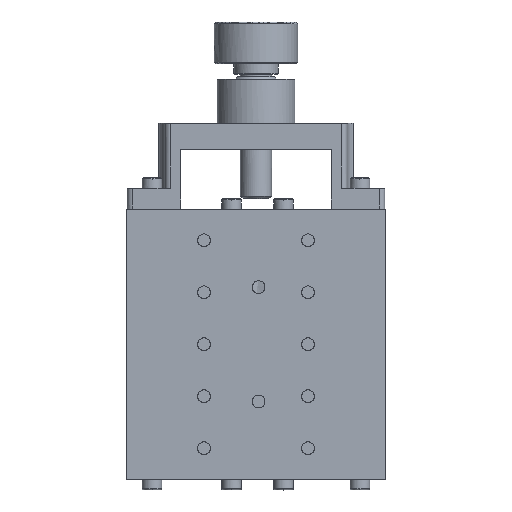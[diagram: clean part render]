
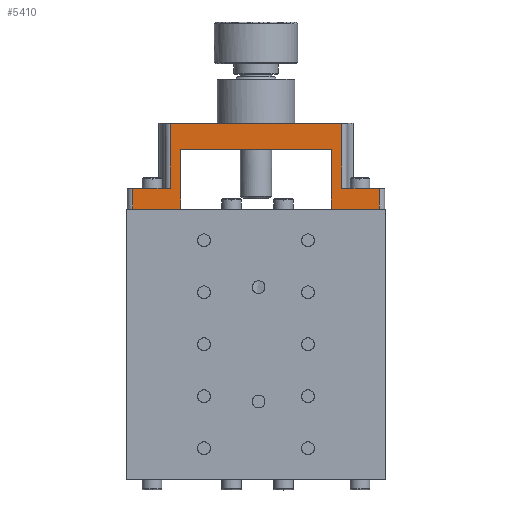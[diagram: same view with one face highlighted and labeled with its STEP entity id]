
A CAD part, top view. The second image highlights one B-rep face of the part: STEP entity #5410.
In plain terms, the highlighted free-form (B-spline) face has degree [1, 1] with [2, 2] control points.
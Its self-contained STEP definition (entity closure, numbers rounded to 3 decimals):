
#5410=ADVANCED_FACE('',(#6064),#32503,.T.);
#6064=FACE_OUTER_BOUND('',#6808,.T.);
#6808=EDGE_LOOP('',(#10141,#10142,#10143,#10144,#10145,#10146,#10147,#10148,
#10149,#10150,#10151,#10152));
#10141=ORIENTED_EDGE('',*,*,#28052,.T.);
#10142=ORIENTED_EDGE('',*,*,#28053,.T.);
#10143=ORIENTED_EDGE('',*,*,#28054,.T.);
#10144=ORIENTED_EDGE('',*,*,#28055,.T.);
#10145=ORIENTED_EDGE('',*,*,#28056,.T.);
#10146=ORIENTED_EDGE('',*,*,#28057,.T.);
#10147=ORIENTED_EDGE('',*,*,#28058,.T.);
#10148=ORIENTED_EDGE('',*,*,#28059,.T.);
#10149=ORIENTED_EDGE('',*,*,#28060,.T.);
#10150=ORIENTED_EDGE('',*,*,#28061,.T.);
#10151=ORIENTED_EDGE('',*,*,#28062,.T.);
#10152=ORIENTED_EDGE('',*,*,#28063,.T.);
#13649=PCURVE('',#32503,#17157);
#13650=PCURVE('',#32503,#17158);
#13651=PCURVE('',#32503,#17159);
#13652=PCURVE('',#32503,#17160);
#13653=PCURVE('',#32503,#17161);
#13654=PCURVE('',#32503,#17162);
#13655=PCURVE('',#32503,#17163);
#13656=PCURVE('',#32503,#17164);
#13657=PCURVE('',#32503,#17165);
#13658=PCURVE('',#32503,#17166);
#13659=PCURVE('',#32503,#17167);
#13660=PCURVE('',#32503,#17168);
#17157=DEFINITIONAL_REPRESENTATION('',(#22193),#63021);
#17158=DEFINITIONAL_REPRESENTATION('',(#22195),#63021);
#17159=DEFINITIONAL_REPRESENTATION('',(#22197),#63021);
#17160=DEFINITIONAL_REPRESENTATION('',(#22199),#63021);
#17161=DEFINITIONAL_REPRESENTATION('',(#22201),#63021);
#17162=DEFINITIONAL_REPRESENTATION('',(#22203),#63021);
#17163=DEFINITIONAL_REPRESENTATION('',(#22205),#63021);
#17164=DEFINITIONAL_REPRESENTATION('',(#22207),#63021);
#17165=DEFINITIONAL_REPRESENTATION('',(#22209),#63021);
#17166=DEFINITIONAL_REPRESENTATION('',(#22211),#63021);
#17167=DEFINITIONAL_REPRESENTATION('',(#22213),#63021);
#17168=DEFINITIONAL_REPRESENTATION('',(#22215),#63021);
#22192=B_SPLINE_CURVE_WITH_KNOTS('',1,(#61243,#61244),.UNSPECIFIED.,.F.,
 .F.,(2,2),(-7.25,0.),.UNSPECIFIED.);
#22193=B_SPLINE_CURVE_WITH_KNOTS('',1,(#61245,#61246),.UNSPECIFIED.,.F.,
 .F.,(2,2),(-7.25,0.),.UNSPECIFIED.);
#22194=B_SPLINE_CURVE_WITH_KNOTS('',1,(#61247,#61248),.UNSPECIFIED.,.F.,
 .F.,(2,2),(-12.5,0.),.UNSPECIFIED.);
#22195=B_SPLINE_CURVE_WITH_KNOTS('',1,(#61249,#61250),.UNSPECIFIED.,.F.,
 .F.,(2,2),(-12.5,0.),.UNSPECIFIED.);
#22196=B_SPLINE_CURVE_WITH_KNOTS('',1,(#61251,#61252),.UNSPECIFIED.,.F.,
 .F.,(2,2),(-33.,0.),.UNSPECIFIED.);
#22197=B_SPLINE_CURVE_WITH_KNOTS('',1,(#61253,#61254),.UNSPECIFIED.,.F.,
 .F.,(2,2),(-33.,0.),.UNSPECIFIED.);
#22198=B_SPLINE_CURVE_WITH_KNOTS('',1,(#61255,#61256),.UNSPECIFIED.,.F.,
 .F.,(2,2),(-12.5,0.),.UNSPECIFIED.);
#22199=B_SPLINE_CURVE_WITH_KNOTS('',1,(#61257,#61258),.UNSPECIFIED.,.F.,
 .F.,(2,2),(-12.5,0.),.UNSPECIFIED.);
#22200=B_SPLINE_CURVE_WITH_KNOTS('',1,(#61259,#61260),.UNSPECIFIED.,.F.,
 .F.,(2,2),(-7.25,0.),.UNSPECIFIED.);
#22201=B_SPLINE_CURVE_WITH_KNOTS('',1,(#61261,#61262),.UNSPECIFIED.,.F.,
 .F.,(2,2),(-7.25,0.),.UNSPECIFIED.);
#22202=B_SPLINE_CURVE_WITH_KNOTS('',1,(#61263,#61264),.UNSPECIFIED.,.F.,
 .F.,(2,2),(-4.,0.),.UNSPECIFIED.);
#22203=B_SPLINE_CURVE_WITH_KNOTS('',1,(#61265,#61266),.UNSPECIFIED.,.F.,
 .F.,(2,2),(-4.,0.),.UNSPECIFIED.);
#22204=B_SPLINE_CURVE_WITH_KNOTS('',1,(#61267,#61268),.UNSPECIFIED.,.F.,
 .F.,(2,2),(-9.25,0.),.UNSPECIFIED.);
#22205=B_SPLINE_CURVE_WITH_KNOTS('',1,(#61269,#61270),.UNSPECIFIED.,.F.,
 .F.,(2,2),(-9.25,0.),.UNSPECIFIED.);
#22206=B_SPLINE_CURVE_WITH_KNOTS('',1,(#61271,#61272),.UNSPECIFIED.,.F.,
 .F.,(2,2),(-11.5,0.),.UNSPECIFIED.);
#22207=B_SPLINE_CURVE_WITH_KNOTS('',1,(#61273,#61274),.UNSPECIFIED.,.F.,
 .F.,(2,2),(-11.5,0.),.UNSPECIFIED.);
#22208=B_SPLINE_CURVE_WITH_KNOTS('',1,(#61275,#61276),.UNSPECIFIED.,.F.,
 .F.,(2,2),(-29.,0.),.UNSPECIFIED.);
#22209=B_SPLINE_CURVE_WITH_KNOTS('',1,(#61277,#61278),.UNSPECIFIED.,.F.,
 .F.,(2,2),(-29.,0.),.UNSPECIFIED.);
#22210=B_SPLINE_CURVE_WITH_KNOTS('',1,(#61279,#61280),.UNSPECIFIED.,.F.,
 .F.,(2,2),(-11.5,0.),.UNSPECIFIED.);
#22211=B_SPLINE_CURVE_WITH_KNOTS('',1,(#61281,#61282),.UNSPECIFIED.,.F.,
 .F.,(2,2),(-11.5,0.),.UNSPECIFIED.);
#22212=B_SPLINE_CURVE_WITH_KNOTS('',1,(#61283,#61284),.UNSPECIFIED.,.F.,
 .F.,(2,2),(-9.25,0.),.UNSPECIFIED.);
#22213=B_SPLINE_CURVE_WITH_KNOTS('',1,(#61285,#61286),.UNSPECIFIED.,.F.,
 .F.,(2,2),(-9.25,0.),.UNSPECIFIED.);
#22214=B_SPLINE_CURVE_WITH_KNOTS('',1,(#61287,#61288),.UNSPECIFIED.,.F.,
 .F.,(2,2),(-4.,0.),.UNSPECIFIED.);
#22215=B_SPLINE_CURVE_WITH_KNOTS('',1,(#61289,#61290),.UNSPECIFIED.,.F.,
 .F.,(2,2),(-4.,0.),.UNSPECIFIED.);
#25168=SURFACE_CURVE('',#22192,(#13649),.PCURVE_S1.);
#25169=SURFACE_CURVE('',#22194,(#13650),.PCURVE_S1.);
#25170=SURFACE_CURVE('',#22196,(#13651),.PCURVE_S1.);
#25171=SURFACE_CURVE('',#22198,(#13652),.PCURVE_S1.);
#25172=SURFACE_CURVE('',#22200,(#13653),.PCURVE_S1.);
#25173=SURFACE_CURVE('',#22202,(#13654),.PCURVE_S1.);
#25174=SURFACE_CURVE('',#22204,(#13655),.PCURVE_S1.);
#25175=SURFACE_CURVE('',#22206,(#13656),.PCURVE_S1.);
#25176=SURFACE_CURVE('',#22208,(#13657),.PCURVE_S1.);
#25177=SURFACE_CURVE('',#22210,(#13658),.PCURVE_S1.);
#25178=SURFACE_CURVE('',#22212,(#13659),.PCURVE_S1.);
#25179=SURFACE_CURVE('',#22214,(#13660),.PCURVE_S1.);
#28052=EDGE_CURVE('',#31973,#31972,#25168,.T.);
#28053=EDGE_CURVE('',#31972,#31971,#25169,.T.);
#28054=EDGE_CURVE('',#31971,#31974,#25170,.T.);
#28055=EDGE_CURVE('',#31974,#31975,#25171,.T.);
#28056=EDGE_CURVE('',#31975,#31976,#25172,.T.);
#28057=EDGE_CURVE('',#31976,#31968,#25173,.T.);
#28058=EDGE_CURVE('',#31968,#31967,#25174,.T.);
#28059=EDGE_CURVE('',#31967,#31977,#25175,.T.);
#28060=EDGE_CURVE('',#31977,#31978,#25176,.T.);
#28061=EDGE_CURVE('',#31978,#31969,#25177,.T.);
#28062=EDGE_CURVE('',#31969,#31970,#25178,.T.);
#28063=EDGE_CURVE('',#31970,#31973,#25179,.T.);
#31967=VERTEX_POINT('',#61231);
#31968=VERTEX_POINT('',#61232);
#31969=VERTEX_POINT('',#61233);
#31970=VERTEX_POINT('',#61234);
#31971=VERTEX_POINT('',#61235);
#31972=VERTEX_POINT('',#61236);
#31973=VERTEX_POINT('',#61237);
#31974=VERTEX_POINT('',#61238);
#31975=VERTEX_POINT('',#61239);
#31976=VERTEX_POINT('',#61240);
#31977=VERTEX_POINT('',#61241);
#31978=VERTEX_POINT('',#61242);
#32503=B_SPLINE_SURFACE_WITH_KNOTS('',1,1,((#61227,#61228),(#61229,#61230)),
 .UNSPECIFIED.,.F.,.F.,.F.,(2,2),(2,2),(-28.62,28.62),(-12.051,
7.989),.UNSPECIFIED.);
#61227=CARTESIAN_POINT('',(-28.858,23.859,20.75));
#61228=CARTESIAN_POINT('',(-28.858,43.899,20.75));
#61229=CARTESIAN_POINT('',(28.382,23.859,20.75));
#61230=CARTESIAN_POINT('',(28.382,43.899,20.75));
#61231=CARTESIAN_POINT('',(-14.738,25.629,20.75));
#61232=CARTESIAN_POINT('',(-23.988,25.629,20.75));
#61233=CARTESIAN_POINT('',(14.262,25.629,20.75));
#61234=CARTESIAN_POINT('',(23.512,25.629,20.75));
#61235=CARTESIAN_POINT('',(16.262,42.129,20.75));
#61236=CARTESIAN_POINT('',(16.262,29.629,20.75));
#61237=CARTESIAN_POINT('',(23.512,29.629,20.75));
#61238=CARTESIAN_POINT('',(-16.738,42.129,20.75));
#61239=CARTESIAN_POINT('',(-16.738,29.629,20.75));
#61240=CARTESIAN_POINT('',(-23.988,29.629,20.75));
#61241=CARTESIAN_POINT('',(-14.738,37.129,20.75));
#61242=CARTESIAN_POINT('',(14.262,37.129,20.75));
#61243=CARTESIAN_POINT('',(23.512,29.629,20.75));
#61244=CARTESIAN_POINT('',(16.262,29.629,20.75));
#61245=CARTESIAN_POINT('',(23.75,-6.281));
#61246=CARTESIAN_POINT('',(16.5,-6.281));
#61247=CARTESIAN_POINT('',(16.262,29.629,20.75));
#61248=CARTESIAN_POINT('',(16.262,42.129,20.75));
#61249=CARTESIAN_POINT('',(16.5,-6.281));
#61250=CARTESIAN_POINT('',(16.5,6.219));
#61251=CARTESIAN_POINT('',(16.262,42.129,20.75));
#61252=CARTESIAN_POINT('',(-16.738,42.129,20.75));
#61253=CARTESIAN_POINT('',(16.5,6.219));
#61254=CARTESIAN_POINT('',(-16.5,6.219));
#61255=CARTESIAN_POINT('',(-16.738,42.129,20.75));
#61256=CARTESIAN_POINT('',(-16.738,29.629,20.75));
#61257=CARTESIAN_POINT('',(-16.5,6.219));
#61258=CARTESIAN_POINT('',(-16.5,-6.281));
#61259=CARTESIAN_POINT('',(-16.738,29.629,20.75));
#61260=CARTESIAN_POINT('',(-23.988,29.629,20.75));
#61261=CARTESIAN_POINT('',(-16.5,-6.281));
#61262=CARTESIAN_POINT('',(-23.75,-6.281));
#61263=CARTESIAN_POINT('',(-23.988,29.629,20.75));
#61264=CARTESIAN_POINT('',(-23.988,25.629,20.75));
#61265=CARTESIAN_POINT('',(-23.75,-6.281));
#61266=CARTESIAN_POINT('',(-23.75,-10.281));
#61267=CARTESIAN_POINT('',(-23.988,25.629,20.75));
#61268=CARTESIAN_POINT('',(-14.738,25.629,20.75));
#61269=CARTESIAN_POINT('',(-23.75,-10.281));
#61270=CARTESIAN_POINT('',(-14.5,-10.281));
#61271=CARTESIAN_POINT('',(-14.738,25.629,20.75));
#61272=CARTESIAN_POINT('',(-14.738,37.129,20.75));
#61273=CARTESIAN_POINT('',(-14.5,-10.281));
#61274=CARTESIAN_POINT('',(-14.5,1.219));
#61275=CARTESIAN_POINT('',(-14.738,37.129,20.75));
#61276=CARTESIAN_POINT('',(14.262,37.129,20.75));
#61277=CARTESIAN_POINT('',(-14.5,1.219));
#61278=CARTESIAN_POINT('',(14.5,1.219));
#61279=CARTESIAN_POINT('',(14.262,37.129,20.75));
#61280=CARTESIAN_POINT('',(14.262,25.629,20.75));
#61281=CARTESIAN_POINT('',(14.5,1.219));
#61282=CARTESIAN_POINT('',(14.5,-10.281));
#61283=CARTESIAN_POINT('',(14.262,25.629,20.75));
#61284=CARTESIAN_POINT('',(23.512,25.629,20.75));
#61285=CARTESIAN_POINT('',(14.5,-10.281));
#61286=CARTESIAN_POINT('',(23.75,-10.281));
#61287=CARTESIAN_POINT('',(23.512,25.629,20.75));
#61288=CARTESIAN_POINT('',(23.512,29.629,20.75));
#61289=CARTESIAN_POINT('',(23.75,-10.281));
#61290=CARTESIAN_POINT('',(23.75,-6.281));
#63021=(
GEOMETRIC_REPRESENTATION_CONTEXT(2)
PARAMETRIC_REPRESENTATION_CONTEXT()
REPRESENTATION_CONTEXT('pspace','')
);
